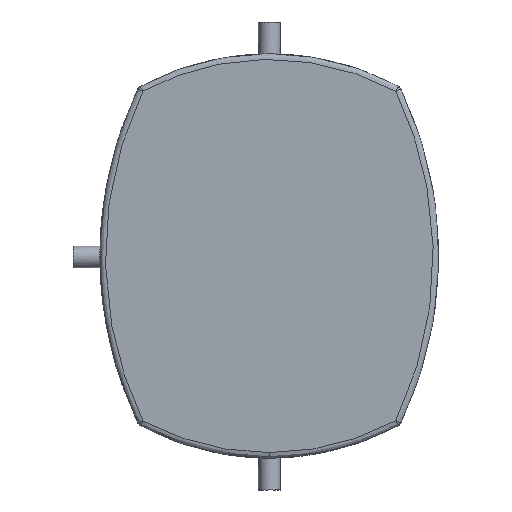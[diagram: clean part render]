
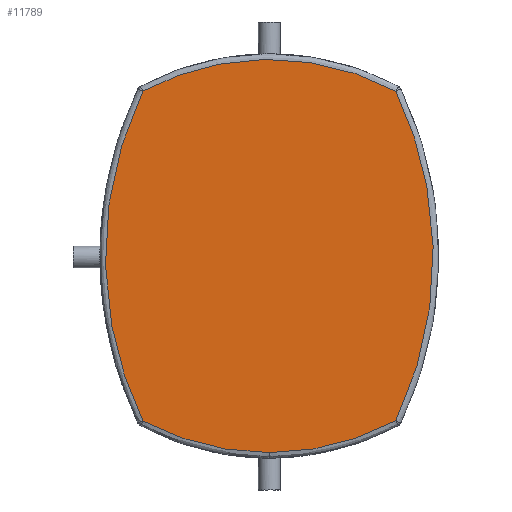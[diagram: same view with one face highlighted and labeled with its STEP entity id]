
A CAD part, front view. The second image highlights one B-rep face of the part: STEP entity #11789.
In plain terms, the highlighted free-form (B-spline) face has degree [1, 1] with [2, 2] control points.
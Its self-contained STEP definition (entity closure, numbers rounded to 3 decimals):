
#2537 = VERTEX_POINT('',#2538);
#2538 = CARTESIAN_POINT('',(148.05,-3.701,
    -410.448));
#2544 = EDGE_CURVE('',#2545,#2537,#2547,.T.);
#2545 = VERTEX_POINT('',#2546);
#2546 = CARTESIAN_POINT('',(4.691,-3.701,
    -374.289));
#2547 = ( BOUNDED_CURVE() B_SPLINE_CURVE(2,(#2548,#2549,#2550),
.UNSPECIFIED.,.F.,.F.) B_SPLINE_CURVE_WITH_KNOTS((3,3),(5.789,
6.283),.PIECEWISE_BEZIER_KNOTS.) CURVE() 
GEOMETRIC_REPRESENTATION_ITEM() RATIONAL_B_SPLINE_CURVE((1.,
0.97,1.)) REPRESENTATION_ITEM('') );
#2548 = CARTESIAN_POINT('',(4.691,-3.701,
    -374.289));
#2549 = CARTESIAN_POINT('',(71.811,-3.701,
    -410.448));
#2550 = CARTESIAN_POINT('',(148.05,-3.701,
    -410.448));
#11789 = ADVANCED_FACE('',(#11790),#11823,.T.);
#11790 = FACE_BOUND('',#11791,.T.);
#11791 = EDGE_LOOP('',(#11792,#11800,#11801,#11809,#11817));
#11792 = ORIENTED_EDGE('',*,*,#11793,.T.);
#11793 = EDGE_CURVE('',#11794,#2545,#11796,.T.);
#11794 = VERTEX_POINT('',#11795);
#11795 = CARTESIAN_POINT('',(4.691,-3.701,
    -0.771));
#11796 = ( BOUNDED_CURVE() B_SPLINE_CURVE(2,(#11797,#11798,#11799),
.UNSPECIFIED.,.F.,.F.) B_SPLINE_CURVE_WITH_KNOTS((3,3),(4.265,
5.16),.PIECEWISE_BEZIER_KNOTS.) CURVE() 
GEOMETRIC_REPRESENTATION_ITEM() RATIONAL_B_SPLINE_CURVE((1.,
0.902,1.)) REPRESENTATION_ITEM('') );
#11797 = CARTESIAN_POINT('',(4.691,-3.701,
    -0.771));
#11798 = CARTESIAN_POINT('',(-84.894,-3.701,
    -187.53));
#11799 = CARTESIAN_POINT('',(4.691,-3.701,
    -374.289));
#11800 = ORIENTED_EDGE('',*,*,#2544,.T.);
#11801 = ORIENTED_EDGE('',*,*,#11802,.T.);
#11802 = EDGE_CURVE('',#2537,#11803,#11805,.T.);
#11803 = VERTEX_POINT('',#11804);
#11804 = CARTESIAN_POINT('',(291.409,-3.701,
    -374.289));
#11805 = ( BOUNDED_CURVE() B_SPLINE_CURVE(2,(#11806,#11807,#11808),
.UNSPECIFIED.,.F.,.F.) B_SPLINE_CURVE_WITH_KNOTS((3,3),(0.,0.494
),.PIECEWISE_BEZIER_KNOTS.) CURVE() GEOMETRIC_REPRESENTATION_ITEM() 
RATIONAL_B_SPLINE_CURVE((1.,0.97,1.)) REPRESENTATION_ITEM('') 
  );
#11806 = CARTESIAN_POINT('',(148.05,-3.701,
    -410.448));
#11807 = CARTESIAN_POINT('',(224.289,-3.701,
    -410.448));
#11808 = CARTESIAN_POINT('',(291.409,-3.701,
    -374.289));
#11809 = ORIENTED_EDGE('',*,*,#11810,.T.);
#11810 = EDGE_CURVE('',#11803,#11811,#11813,.T.);
#11811 = VERTEX_POINT('',#11812);
#11812 = CARTESIAN_POINT('',(291.409,-3.701,
    -0.771));
#11813 = ( BOUNDED_CURVE() B_SPLINE_CURVE(2,(#11814,#11815,#11816),
.UNSPECIFIED.,.F.,.F.) B_SPLINE_CURVE_WITH_KNOTS((3,3),(1.124,
2.018),.PIECEWISE_BEZIER_KNOTS.) CURVE() 
GEOMETRIC_REPRESENTATION_ITEM() RATIONAL_B_SPLINE_CURVE((1.,
0.902,1.)) REPRESENTATION_ITEM('') );
#11814 = CARTESIAN_POINT('',(291.409,-3.701,
    -374.289));
#11815 = CARTESIAN_POINT('',(380.994,-3.701,
    -187.53));
#11816 = CARTESIAN_POINT('',(291.409,-3.701,
    -0.771));
#11817 = ORIENTED_EDGE('',*,*,#11818,.T.);
#11818 = EDGE_CURVE('',#11811,#11794,#11819,.T.);
#11819 = ( BOUNDED_CURVE() B_SPLINE_CURVE(2,(#11820,#11821,#11822),
.UNSPECIFIED.,.F.,.F.) B_SPLINE_CURVE_WITH_KNOTS((3,3),(2.647,
3.636),.PIECEWISE_BEZIER_KNOTS.) CURVE() 
GEOMETRIC_REPRESENTATION_ITEM() RATIONAL_B_SPLINE_CURVE((1.,
0.88,1.)) REPRESENTATION_ITEM('') );
#11820 = CARTESIAN_POINT('',(291.409,-3.701,
    -0.771));
#11821 = CARTESIAN_POINT('',(148.05,-3.701,
    76.459));
#11822 = CARTESIAN_POINT('',(4.691,-3.701,
    -0.771));
#11823 = B_SPLINE_SURFACE_WITH_KNOTS('',1,1,(
    (#11824,#11825)
    ,(#11826,#11827
    )),.UNSPECIFIED.,.F.,.F.,.F.,(2,2),(2,2),(-28.683,
    332.683),(-30.626,270.626),
  .PIECEWISE_BEZIER_KNOTS.);
#11824 = CARTESIAN_POINT('',(-37.784,-3.701,
    35.388));
#11825 = CARTESIAN_POINT('',(333.885,-3.701,
    35.388));
#11826 = CARTESIAN_POINT('',(-37.784,-3.701,
    -410.448));
#11827 = CARTESIAN_POINT('',(333.885,-3.701,
    -410.448));
